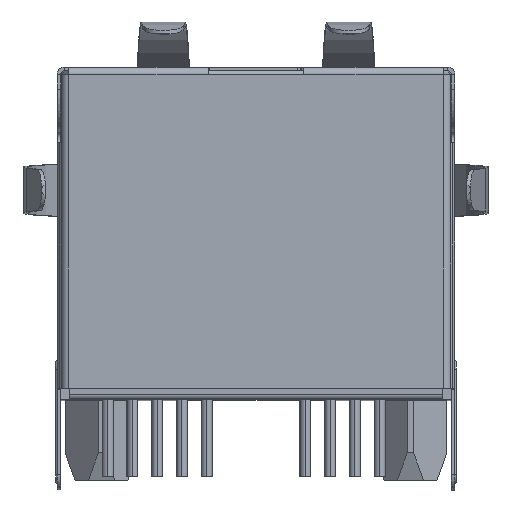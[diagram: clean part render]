
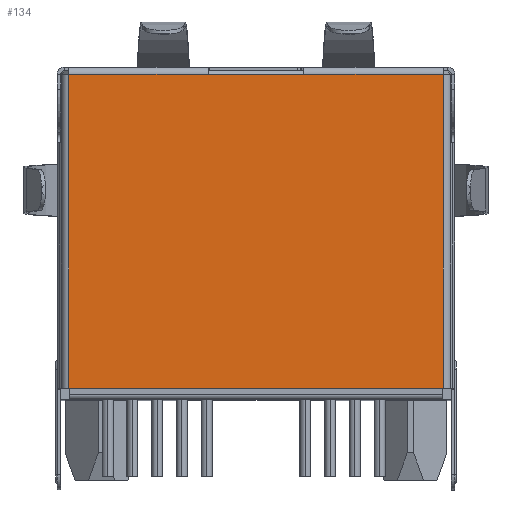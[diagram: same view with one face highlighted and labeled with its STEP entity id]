
A CAD part, top view. The second image highlights one B-rep face of the part: STEP entity #134.
In plain terms, the highlighted planar face has unit normal (0, 0, 1).
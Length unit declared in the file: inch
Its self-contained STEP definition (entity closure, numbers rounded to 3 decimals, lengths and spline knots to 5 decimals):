
#102 = CARTESIAN_POINT ( 'NONE',  ( -0.0775, 0.526, 0.6 ) ) ;
#134 = ADVANCED_FACE ( 'NONE', ( #9435 ), #11911, .F. ) ;
#155 = EDGE_CURVE ( 'NONE', #264, #15283, #3966, .T. ) ;
#264 = VERTEX_POINT ( 'NONE', #102 ) ;
#562 = DIRECTION ( 'NONE',  ( 1., 0., 0. ) ) ;
#777 = VECTOR ( 'NONE', #2269, 39.37008 ) ;
#862 = VECTOR ( 'NONE', #17284, 39.37008 ) ;
#1474 = CARTESIAN_POINT ( 'NONE',  ( 0., 0.018, 0.6 ) ) ;
#1531 = DIRECTION ( 'NONE',  ( 1., 0., 0. ) ) ;
#1740 = ORIENTED_EDGE ( 'NONE', *, *, #2712, .F. ) ;
#2014 = CARTESIAN_POINT ( 'NONE',  ( 0.31, 0.526, 0.6 ) ) ;
#2054 = VERTEX_POINT ( 'NONE', #4596 ) ;
#2269 = DIRECTION ( 'NONE',  ( 1., 0., 0. ) ) ;
#2430 = CARTESIAN_POINT ( 'NONE',  ( -0.0775, 0.526, 0.6 ) ) ;
#2712 = EDGE_CURVE ( 'NONE', #6500, #2054, #9214, .T. ) ;
#3417 = EDGE_CURVE ( 'NONE', #14116, #5442, #10239, .T. ) ;
#3653 = DIRECTION ( 'NONE',  ( 0., -1., 0. ) ) ;
#3823 = CARTESIAN_POINT ( 'NONE',  ( 0., 0., 0.6 ) ) ;
#3913 = AXIS2_PLACEMENT_3D ( 'NONE', #3823, #9083, #3653 ) ;
#3966 = LINE ( 'NONE', #2430, #862 ) ;
#4199 = CARTESIAN_POINT ( 'NONE',  ( -0.303, 0.018, 0.6 ) ) ;
#4440 = EDGE_LOOP ( 'NONE', ( #16738, #11230, #9677, #11667, #1740, #6588 ) ) ;
#4596 = CARTESIAN_POINT ( 'NONE',  ( -0.303, 0.526, 0.6 ) ) ;
#5201 = EDGE_CURVE ( 'NONE', #2054, #264, #15419, .T. ) ;
#5442 = VERTEX_POINT ( 'NONE', #15813 ) ;
#5568 = EDGE_CURVE ( 'NONE', #6500, #14116, #12877, .T. ) ;
#5603 = VECTOR ( 'NONE', #13750, 39.37008 ) ;
#5832 = VECTOR ( 'NONE', #6142, 39.37008 ) ;
#6142 = DIRECTION ( 'NONE',  ( 0., 1., 0. ) ) ;
#6149 = CARTESIAN_POINT ( 'NONE',  ( 0.31, 0.526, 0.6 ) ) ;
#6500 = VERTEX_POINT ( 'NONE', #4199 ) ;
#6588 = ORIENTED_EDGE ( 'NONE', *, *, #5568, .T. ) ;
#7309 = CARTESIAN_POINT ( 'NONE',  ( -0.303, 0.538, 0.6 ) ) ;
#7826 = CARTESIAN_POINT ( 'NONE',  ( 0.303, 0.018, 0.6 ) ) ;
#9083 = DIRECTION ( 'NONE',  ( 0., 0., -1. ) ) ;
#9214 = LINE ( 'NONE', #7309, #5832 ) ;
#9298 = VECTOR ( 'NONE', #1531, 39.37008 ) ;
#9435 = FACE_OUTER_BOUND ( 'NONE', #4440, .T. ) ;
#9677 = ORIENTED_EDGE ( 'NONE', *, *, #155, .F. ) ;
#10239 = LINE ( 'NONE', #13871, #5603 ) ;
#11230 = ORIENTED_EDGE ( 'NONE', *, *, #12185, .F. ) ;
#11667 = ORIENTED_EDGE ( 'NONE', *, *, #5201, .F. ) ;
#11906 = LINE ( 'NONE', #6149, #777 ) ;
#11911 = PLANE ( 'NONE',  #3913 ) ;
#12185 = EDGE_CURVE ( 'NONE', #15283, #5442, #11906, .T. ) ;
#12877 = LINE ( 'NONE', #1474, #9298 ) ;
#13750 = DIRECTION ( 'NONE',  ( 0., 1., 0. ) ) ;
#13871 = CARTESIAN_POINT ( 'NONE',  ( 0.303, 0., 0.6 ) ) ;
#14116 = VERTEX_POINT ( 'NONE', #7826 ) ;
#14154 = VECTOR ( 'NONE', #562, 39.37008 ) ;
#15283 = VERTEX_POINT ( 'NONE', #16309 ) ;
#15419 = LINE ( 'NONE', #2014, #14154 ) ;
#15813 = CARTESIAN_POINT ( 'NONE',  ( 0.303, 0.526, 0.6 ) ) ;
#16309 = CARTESIAN_POINT ( 'NONE',  ( 0.0775, 0.526, 0.6 ) ) ;
#16738 = ORIENTED_EDGE ( 'NONE', *, *, #3417, .T. ) ;
#17284 = DIRECTION ( 'NONE',  ( 1., 0., 0. ) ) ;
